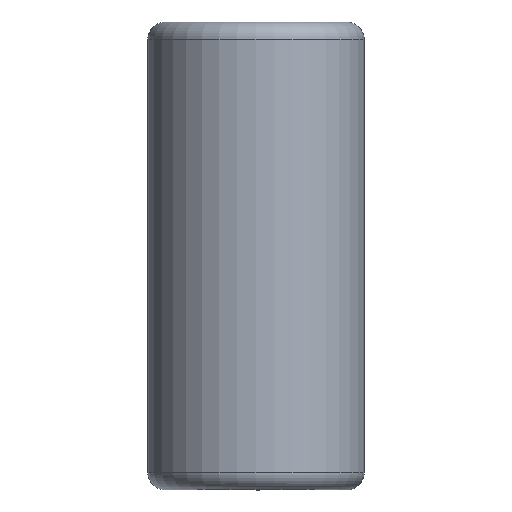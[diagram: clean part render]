
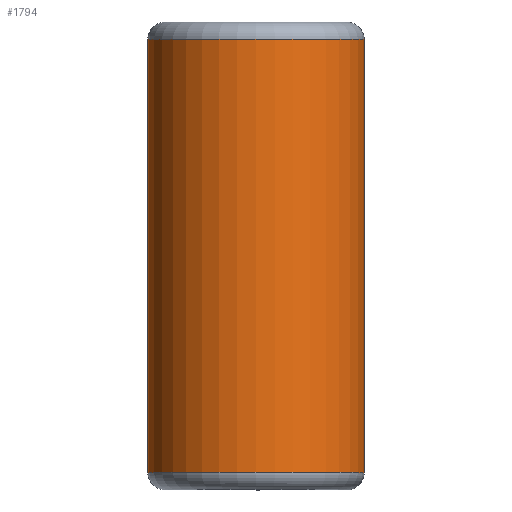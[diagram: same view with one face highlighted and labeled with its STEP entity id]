
A CAD part, top view. The second image highlights one B-rep face of the part: STEP entity #1794.
In plain terms, the highlighted cylindrical face has radius 4.775 mm (diameter 9.55 mm), a partial arc.
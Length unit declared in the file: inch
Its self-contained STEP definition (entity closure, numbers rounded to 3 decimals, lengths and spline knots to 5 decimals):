
#4 = DIRECTION ( 'NONE',  ( 0., -1., 0. ) ) ;
#51 = EDGE_LOOP ( 'NONE', ( #223, #2013, #2339, #894 ) ) ;
#223 = ORIENTED_EDGE ( 'NONE', *, *, #1948, .T. ) ;
#231 = FACE_OUTER_BOUND ( 'NONE', #51, .T. ) ;
#350 = AXIS2_PLACEMENT_3D ( 'NONE', #1127, #4, #1319 ) ;
#463 = LINE ( 'NONE', #2267, #2399 ) ;
#500 = CYLINDRICAL_SURFACE ( 'NONE', #1256, 0.188 ) ;
#587 = CIRCLE ( 'NONE', #350, 0.188 ) ;
#641 = CARTESIAN_POINT ( 'NONE',  ( 0.188, 0.37625, 0. ) ) ;
#688 = AXIS2_PLACEMENT_3D ( 'NONE', #2265, #1115, #2442 ) ;
#741 = DIRECTION ( 'NONE',  ( 0., 1., 0. ) ) ;
#804 = CARTESIAN_POINT ( 'NONE',  ( 0., 0.375, 0. ) ) ;
#894 = ORIENTED_EDGE ( 'NONE', *, *, #1643, .F. ) ;
#990 = VERTEX_POINT ( 'NONE', #1961 ) ;
#1009 = DIRECTION ( 'NONE',  ( 0., 0., -1. ) ) ;
#1103 = EDGE_CURVE ( 'NONE', #1337, #1131, #463, .T. ) ;
#1115 = DIRECTION ( 'NONE',  ( 0., -1., 0. ) ) ;
#1127 = CARTESIAN_POINT ( 'NONE',  ( 0., 0.37625, 0. ) ) ;
#1131 = VERTEX_POINT ( 'NONE', #1726 ) ;
#1179 = DIRECTION ( 'NONE',  ( 0., -1., 0. ) ) ;
#1256 = AXIS2_PLACEMENT_3D ( 'NONE', #804, #1179, #1009 ) ;
#1319 = DIRECTION ( 'NONE',  ( 0., 0., -1. ) ) ;
#1337 = VERTEX_POINT ( 'NONE', #2186 ) ;
#1454 = EDGE_CURVE ( 'NONE', #990, #1131, #587, .T. ) ;
#1578 = CIRCLE ( 'NONE', #688, 0.188 ) ;
#1593 = DIRECTION ( 'NONE',  ( 0., 1., 0. ) ) ;
#1630 = VECTOR ( 'NONE', #1593, 39.37008 ) ;
#1643 = EDGE_CURVE ( 'NONE', #2136, #1337, #1578, .T. ) ;
#1726 = CARTESIAN_POINT ( 'NONE',  ( 0., 0.37625, -0.188 ) ) ;
#1794 = ADVANCED_FACE ( 'NONE', ( #231 ), #500, .T. ) ;
#1948 = EDGE_CURVE ( 'NONE', #2136, #990, #2155, .T. ) ;
#1961 = CARTESIAN_POINT ( 'NONE',  ( 0.188, 0.37625, 0. ) ) ;
#2013 = ORIENTED_EDGE ( 'NONE', *, *, #1454, .T. ) ;
#2136 = VERTEX_POINT ( 'NONE', #2400 ) ;
#2155 = LINE ( 'NONE', #641, #1630 ) ;
#2186 = CARTESIAN_POINT ( 'NONE',  ( 0., -0.37625, -0.188 ) ) ;
#2265 = CARTESIAN_POINT ( 'NONE',  ( 0., -0.37625, 0. ) ) ;
#2267 = CARTESIAN_POINT ( 'NONE',  ( 0., 0.37625, -0.188 ) ) ;
#2339 = ORIENTED_EDGE ( 'NONE', *, *, #1103, .F. ) ;
#2399 = VECTOR ( 'NONE', #741, 39.37008 ) ;
#2400 = CARTESIAN_POINT ( 'NONE',  ( 0.188, -0.37625, 0. ) ) ;
#2442 = DIRECTION ( 'NONE',  ( 0., 0., -1. ) ) ;
